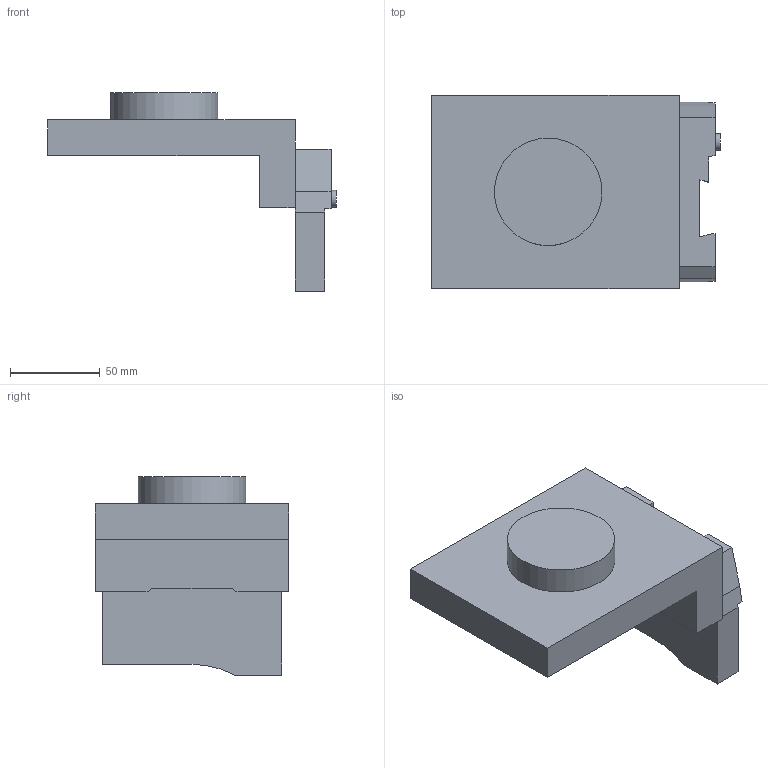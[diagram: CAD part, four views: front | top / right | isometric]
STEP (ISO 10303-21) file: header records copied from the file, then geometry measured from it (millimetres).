
FILE_DESCRIPTION(/* description */ (''),/* implementation_level */ '2;1');
FILE_NAME(/* name */ '1527737878252.stp',/* time_stamp */ '2018-05-31T09:08:08+06:00',/* author */ (''),/* organization */ ('SMS'),/* preprocessor_version */ 'ST-DEVELOPER v15',/* originating_system */ 'SIEMENS PLM Software NX 8.5',/* authorisation */ '');
FILE_SCHEMA (('AUTOMOTIVE_DESIGN { 1 0 10303 214 3 1 1 1 }'));
Length unit declared in the file: millimetre
Products named in the file (1): 201629949mod000_00
Bounding box: 161 x 108 x 110.5 mm (x, y, z)
Volume: 514916.4 mm3; surface area: 65583.9 mm2
Topology: 1 solids, 1 shells, 49 faces, 134 edges, 92 vertices
Faces by surface type: plane 43, cylinder 6
Full cylindrical faces by diameter (mm): 9.3 x1, 59.9 x1
Entity records: 1586 total; most frequent: CARTESIAN_POINT 275, ORIENTED_EDGE 262, DIRECTION 253, EDGE_CURVE 131, LINE 115, VECTOR 115, VERTEX_POINT 88, AXIS2_PLACEMENT_3D 69
